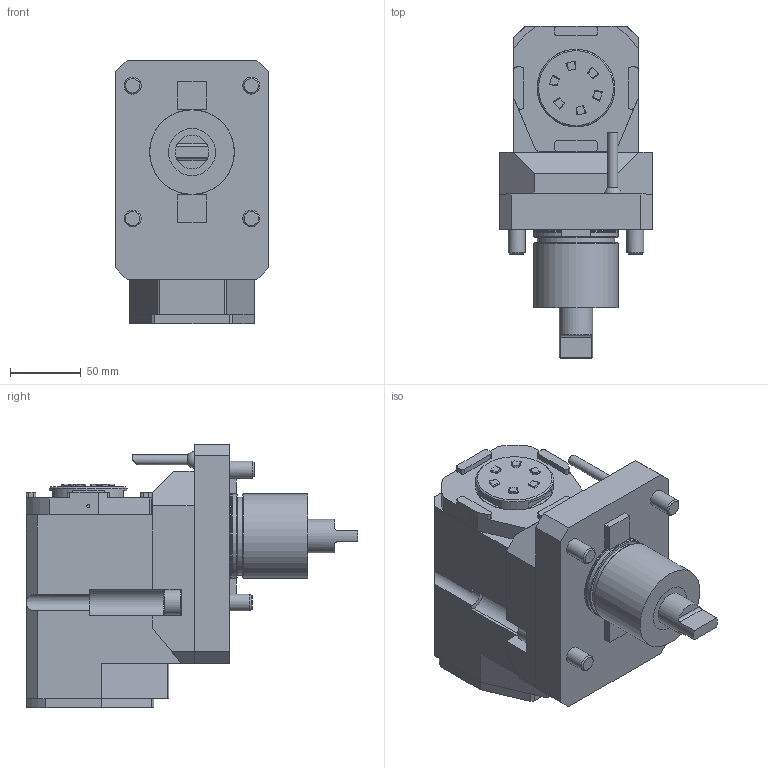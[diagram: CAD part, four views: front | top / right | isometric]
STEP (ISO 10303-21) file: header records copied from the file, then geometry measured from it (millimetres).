
FILE_DESCRIPTION (( 'STEP AP214' ), '1' );
FILE_NAME ('RRPPAH32I321UG4.STEP', '2025-09-22T14:49:48', ( '' ), ( '' ), 'SwSTEP 2.0', 'SolidWorks 2023', '' );
FILE_SCHEMA (( 'AUTOMOTIVE_DESIGN' ));
Length unit declared in the file: millimetre
Products named in the file (1): RRPPAH32I321UG4
Bounding box: 108 x 235 x 186.5 mm (x, y, z)
Volume: 2135700.8 mm3; surface area: 132448.3 mm2
Topology: 1 solids, 1 shells, 560 faces, 1450 edges, 960 vertices
Faces by surface type: plane 352, bspline 107, cylinder 85, cone 10, torus 5, sphere 1
Full cylindrical faces by diameter (mm): 1.7 x1, 2.1 x1, 4 x1, 6.366 x1, 7 x1, 12 x4, 18 x2, 23.7 x1, 55 x1, 55.2 x1, 59.5 x1, 59.8 x1, 59.9 x1
Entity records: 25354 total; most frequent: CARTESIAN_POINT 8962, ORIENTED_EDGE 2810, DIRECTION 2293, EDGE_CURVE 1405, VECTOR 949, LINE 949, VERTEX_POINT 947, AXIS2_PLACEMENT_3D 672
